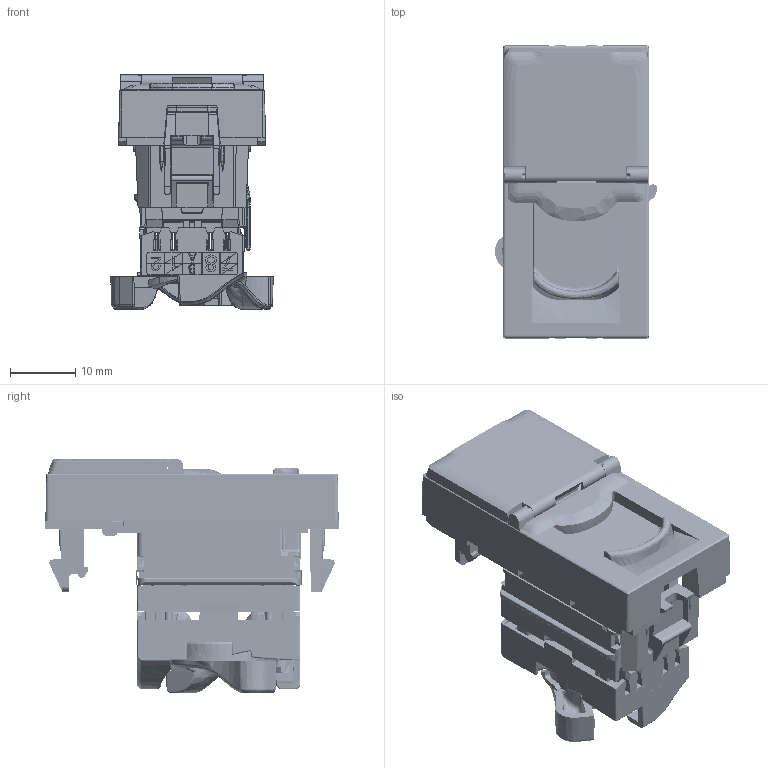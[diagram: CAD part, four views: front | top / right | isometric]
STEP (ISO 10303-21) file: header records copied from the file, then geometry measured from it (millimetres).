
FILE_DESCRIPTION(('CATIA V5 STEP Exchange','CAx-IF Rec.Pracs.--- Model Styling and Organization---1.5--- 2016-08-15','CAx-IF Rec.Pracs.---Supplemental Geometry---1.0---2011-11-01','CAx-IF Rec.Pracs.--- Composite Materials ---1.1---2010-07-15'),'2;1');
FILE_NAME('079162L.stp','2021-11-17T07:58:45+00:00',('none'),('none'),'CATIA Version 5-6 Release 2020 SP3','CATIA V5 STEP AP214 v2','none');
FILE_SCHEMA(('AUTOMOTIVE_DESIGN { 1 0 10303 214 1 1 1 1 }'));
Products named in the file (1): 079162L
Bounding box: 24.91 x 45 x 35.99 mm (x, y, z)
Volume: 9989.1 mm3; surface area: 20157.6 mm2
Topology: 86 solids, 86 shells, 6615 faces, 17855 edges, 11264 vertices
Faces by surface type: plane 3690, cylinder 1425, bspline 939, cone 297, torus 157, sphere 79, extrusion 20, revolution 8
Entity records: 248344 total; most frequent: CARTESIAN_POINT 102335, ORIENTED_EDGE 35494, DIRECTION 20598, EDGE_CURVE 17747, VERTEX_POINT 11264, VECTOR 9240, LINE 9222, EDGE_LOOP 6771
